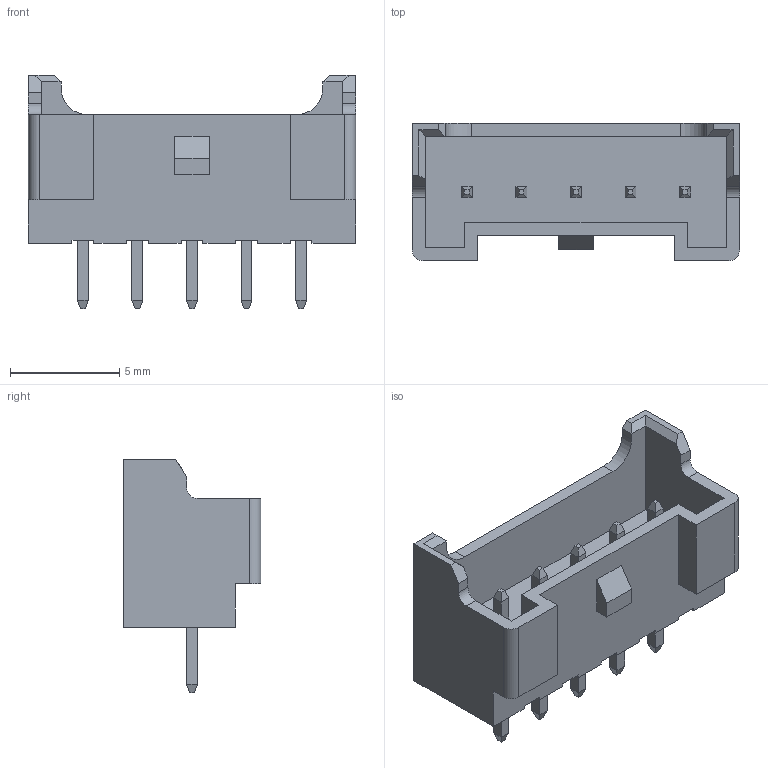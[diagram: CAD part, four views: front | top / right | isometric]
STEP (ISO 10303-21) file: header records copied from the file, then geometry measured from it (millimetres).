
FILE_DESCRIPTION (( 'STEP AP214' ), '1' );
FILE_NAME ('CONN-TH_B05B-XASK-1-LF-SN.step', '2022-08-05T10:12:38', ( '' ), ( '' ), 'SwSTEP 2.0', 'SolidWorks 2020', '' );
FILE_SCHEMA (( 'AUTOMOTIVE_DESIGN' ));
Length unit declared in the file: millimetre
Products named in the file (1): CONN-TH_B05B-XASK-1-LF-SN
Bounding box: 15 x 6.3 x 10.7 mm (x, y, z)
Volume: 306.7 mm3; surface area: 647.4 mm2
Topology: 14 solids, 14 shells, 447 faces, 1159 edges, 758 vertices
Faces by surface type: plane 329, bspline 112, cylinder 6
Entity records: 19090 total; most frequent: CARTESIAN_POINT 4469, ORIENTED_EDGE 2318, DIRECTION 1615, EDGE_CURVE 1159, VECTOR 919, LINE 919, VERTEX_POINT 758, EDGE_LOOP 477
